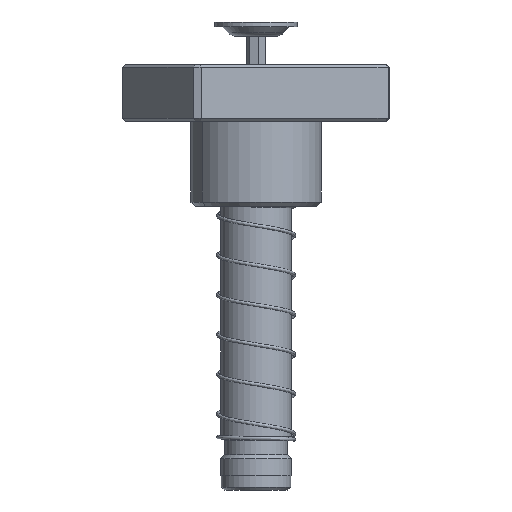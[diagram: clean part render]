
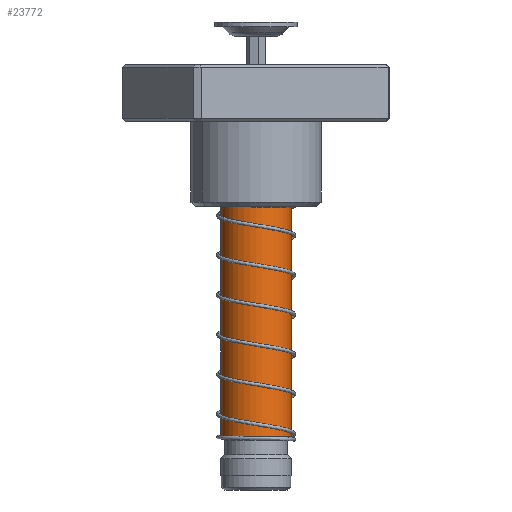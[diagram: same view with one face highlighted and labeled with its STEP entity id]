
A CAD part, front view. The second image highlights one B-rep face of the part: STEP entity #23772.
In plain terms, the highlighted cylindrical face has radius 12.5 mm (diameter 25 mm), a partial arc.
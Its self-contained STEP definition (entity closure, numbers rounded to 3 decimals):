
#682 = VERTEX_POINT ( 'NONE', #34266 ) ;
#1918 = EDGE_LOOP ( 'NONE', ( #25180, #8488, #42734, #38718 ) ) ;
#6351 = CARTESIAN_POINT ( 'NONE',  ( 0., 0., 147.5 ) ) ;
#6502 = CARTESIAN_POINT ( 'NONE',  ( 0., 0., 19. ) ) ;
#6567 = DIRECTION ( 'NONE',  ( 0., 0., -1. ) ) ;
#6644 = DIRECTION ( 'NONE',  ( 0., 0., -1. ) ) ;
#7181 = EDGE_CURVE ( 'NONE', #682, #25997, #10476, .T. ) ;
#7424 = FACE_OUTER_BOUND ( 'NONE', #1918, .T. ) ;
#7807 = LINE ( 'NONE', #19237, #44046 ) ;
#8488 = ORIENTED_EDGE ( 'NONE', *, *, #13380, .T. ) ;
#8844 = CARTESIAN_POINT ( 'NONE',  ( 12.5, 0., 147.5 ) ) ;
#9668 = DIRECTION ( 'NONE',  ( 0., 0., -1. ) ) ;
#9974 = DIRECTION ( 'NONE',  ( 1., 0., 0. ) ) ;
#10476 = LINE ( 'NONE', #30676, #46690 ) ;
#13380 = EDGE_CURVE ( 'NONE', #19754, #682, #33598, .T. ) ;
#14083 = CIRCLE ( 'NONE', #21022, 12.5 ) ;
#15576 = CARTESIAN_POINT ( 'NONE',  ( 12.5, 0., 19. ) ) ;
#18651 = CARTESIAN_POINT ( 'NONE',  ( -12.5, 0., 19. ) ) ;
#19237 = CARTESIAN_POINT ( 'NONE',  ( 12.5, 0., 150. ) ) ;
#19754 = VERTEX_POINT ( 'NONE', #8844 ) ;
#21022 = AXIS2_PLACEMENT_3D ( 'NONE', #6502, #6644, #39234 ) ;
#22419 = AXIS2_PLACEMENT_3D ( 'NONE', #6351, #9668, #9974 ) ;
#23772 = ADVANCED_FACE ( 'NONE', ( #7424 ), #27860, .T. ) ;
#25180 = ORIENTED_EDGE ( 'NONE', *, *, #46551, .F. ) ;
#25997 = VERTEX_POINT ( 'NONE', #18651 ) ;
#26711 = DIRECTION ( 'NONE',  ( 0., 0., -1. ) ) ;
#27860 = CYLINDRICAL_SURFACE ( 'NONE', #41941, 12.5 ) ;
#28267 = CARTESIAN_POINT ( 'NONE',  ( 0., 0., 150. ) ) ;
#30083 = VERTEX_POINT ( 'NONE', #15576 ) ;
#30676 = CARTESIAN_POINT ( 'NONE',  ( -12.5, 0., 150. ) ) ;
#31906 = DIRECTION ( 'NONE',  ( -1., 0., 0. ) ) ;
#33598 = CIRCLE ( 'NONE', #22419, 12.5 ) ;
#34266 = CARTESIAN_POINT ( 'NONE',  ( -12.5, 0., 147.5 ) ) ;
#37451 = DIRECTION ( 'NONE',  ( 0., 0., -1. ) ) ;
#38718 = ORIENTED_EDGE ( 'NONE', *, *, #45318, .F. ) ;
#39234 = DIRECTION ( 'NONE',  ( -1., 0., 0. ) ) ;
#41941 = AXIS2_PLACEMENT_3D ( 'NONE', #28267, #6567, #31906 ) ;
#42734 = ORIENTED_EDGE ( 'NONE', *, *, #7181, .T. ) ;
#44046 = VECTOR ( 'NONE', #26711, 1000. ) ;
#45318 = EDGE_CURVE ( 'NONE', #30083, #25997, #14083, .T. ) ;
#46551 = EDGE_CURVE ( 'NONE', #19754, #30083, #7807, .T. ) ;
#46690 = VECTOR ( 'NONE', #37451, 1000. ) ;
